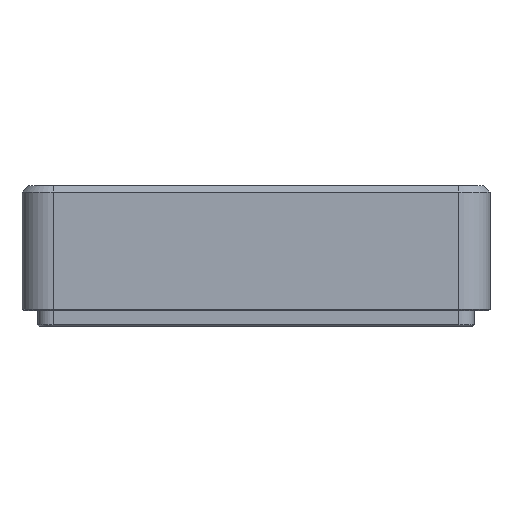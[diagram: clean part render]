
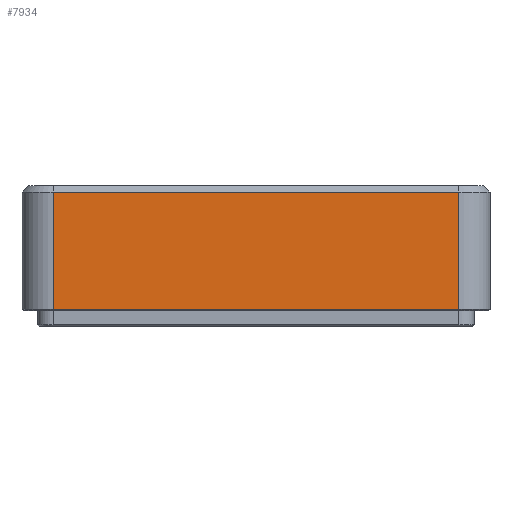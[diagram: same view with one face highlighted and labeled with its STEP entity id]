
A CAD part, left-side view. The second image highlights one B-rep face of the part: STEP entity #7934.
In plain terms, the highlighted planar face has unit normal (-1, 0, 0).
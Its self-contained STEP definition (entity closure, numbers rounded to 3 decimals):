
#822=FACE_OUTER_BOUND('',#1318,.T.);
#1318=EDGE_LOOP('',(#5615,#5616,#5617,#5618));
#1947=LINE('',#11866,#2715);
#2024=LINE('',#12098,#2792);
#2025=LINE('',#12101,#2793);
#2026=LINE('',#12102,#2794);
#2715=VECTOR('',#9356,10.);
#2792=VECTOR('',#9565,10.);
#2793=VECTOR('',#9568,10.);
#2794=VECTOR('',#9569,10.);
#3458=VERTEX_POINT('',#11858);
#3460=VERTEX_POINT('',#11864);
#3549=VERTEX_POINT('',#12096);
#3550=VERTEX_POINT('',#12100);
#4219=EDGE_CURVE('',#3460,#3458,#1947,.T.);
#4333=EDGE_CURVE('',#3549,#3460,#2024,.T.);
#4334=EDGE_CURVE('',#3550,#3549,#2025,.T.);
#4335=EDGE_CURVE('',#3550,#3458,#2026,.T.);
#5615=ORIENTED_EDGE('',*,*,#4219,.F.);
#5616=ORIENTED_EDGE('',*,*,#4333,.F.);
#5617=ORIENTED_EDGE('',*,*,#4334,.F.);
#5618=ORIENTED_EDGE('',*,*,#4335,.T.);
#7648=PLANE('',#8456);
#7934=ADVANCED_FACE('',(#822),#7648,.T.);
#8456=AXIS2_PLACEMENT_3D('',#12099,#9566,#9567);
#9356=DIRECTION('',(0.,1.,0.));
#9565=DIRECTION('',(0.,0.,-1.));
#9566=DIRECTION('center_axis',(-1.,0.,0.));
#9567=DIRECTION('ref_axis',(0.,-1.,0.));
#9568=DIRECTION('',(0.,-1.,0.));
#9569=DIRECTION('',(0.,0.,-1.));
#11858=CARTESIAN_POINT('',(-125.,140.,5.5));
#11864=CARTESIAN_POINT('',(-125.,10.,5.5));
#11866=CARTESIAN_POINT('',(-125.,157.5,5.5));
#12096=CARTESIAN_POINT('',(-125.,10.,43.));
#12098=CARTESIAN_POINT('',(-125.,10.,0.));
#12099=CARTESIAN_POINT('Origin',(-125.,210.,0.));
#12100=CARTESIAN_POINT('',(-125.,140.,43.));
#12101=CARTESIAN_POINT('',(-125.,157.5,43.));
#12102=CARTESIAN_POINT('',(-125.,140.,0.));
